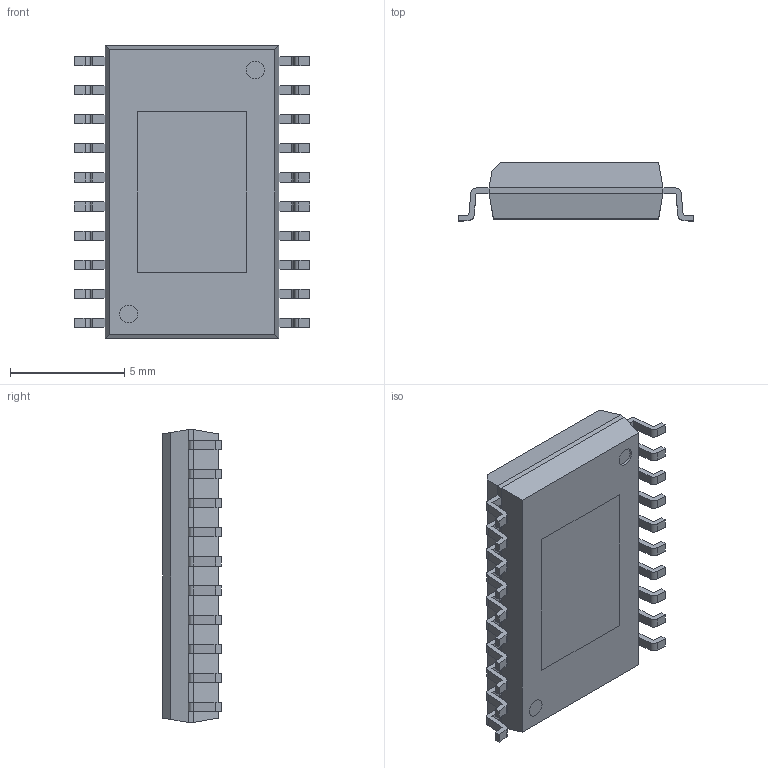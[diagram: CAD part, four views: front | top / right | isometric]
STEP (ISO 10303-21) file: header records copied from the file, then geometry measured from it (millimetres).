
FILE_DESCRIPTION (( 'STEP AP214' ), '1' );
FILE_NAME ('TLE8104E.STEP', '2023-12-15T08:40:02', ( '' ), ( '' ), 'SwSTEP 2.0', 'SolidWorks 2021', '' );
FILE_SCHEMA (( 'AUTOMOTIVE_DESIGN' ));
Length unit declared in the file: millimetre
Products named in the file (1): TLE8104E
Bounding box: 10.3 x 2.55 x 12.8 mm (x, y, z)
Volume: 233.2 mm3; surface area: 414.4 mm2
Topology: 24 solids, 24 shells, 326 faces, 811 edges, 538 vertices
Faces by surface type: plane 234, cylinder 92
Entity records: 9896 total; most frequent: CARTESIAN_POINT 1676, DIRECTION 1649, ORIENTED_EDGE 1622, EDGE_CURVE 811, LINE 627, VECTOR 627, VERTEX_POINT 538, AXIS2_PLACEMENT_3D 511
